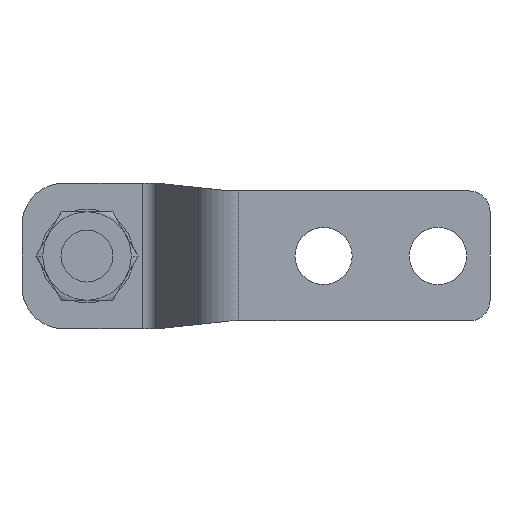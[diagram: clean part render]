
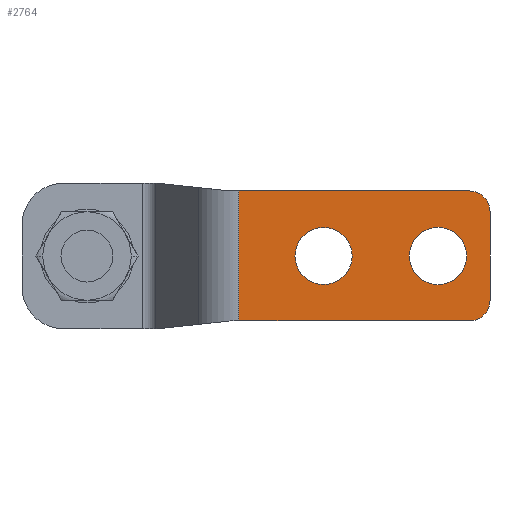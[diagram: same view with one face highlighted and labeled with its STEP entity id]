
A CAD part, front view. The second image highlights one B-rep face of the part: STEP entity #2764.
In plain terms, the highlighted planar face has unit normal (0, -1, 0).
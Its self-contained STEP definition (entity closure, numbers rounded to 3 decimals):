
#18 = EDGE_CURVE ( 'NONE', #3890, #2647, #735, .T. ) ;
#33 = DIRECTION ( 'NONE',  ( 0., 1., 0. ) ) ;
#98 = DIRECTION ( 'NONE',  ( 1., 0., 0. ) ) ;
#175 = ORIENTED_EDGE ( 'NONE', *, *, #3128, .T. ) ;
#192 = CARTESIAN_POINT ( 'NONE',  ( 41.723, 0., 26.5 ) ) ;
#246 = EDGE_CURVE ( 'NONE', #3682, #2863, #3720, .T. ) ;
#295 = ORIENTED_EDGE ( 'NONE', *, *, #2038, .F. ) ;
#333 = LINE ( 'NONE', #3058, #2230 ) ;
#407 = CARTESIAN_POINT ( 'NONE',  ( 74.5, 0., 14. ) ) ;
#500 = AXIS2_PLACEMENT_3D ( 'NONE', #2488, #807, #4387 ) ;
#580 = CARTESIAN_POINT ( 'NONE',  ( 58., 0., 14. ) ) ;
#642 = VERTEX_POINT ( 'NONE', #1745 ) ;
#735 = CIRCLE ( 'NONE', #500, 5.5 ) ;
#807 = DIRECTION ( 'NONE',  ( 0., 1., 0. ) ) ;
#829 = DIRECTION ( 'NONE',  ( 0., 0., -1. ) ) ;
#832 = VECTOR ( 'NONE', #1958, 1000. ) ;
#882 = AXIS2_PLACEMENT_3D ( 'NONE', #4481, #4453, #4098 ) ;
#1041 = DIRECTION ( 'NONE',  ( 1., 0., 0. ) ) ;
#1046 = VERTEX_POINT ( 'NONE', #192 ) ;
#1080 = EDGE_CURVE ( 'NONE', #642, #3133, #2517, .T. ) ;
#1125 = LINE ( 'NONE', #2697, #2062 ) ;
#1167 = CARTESIAN_POINT ( 'NONE',  ( 90., 0., 0. ) ) ;
#1190 = CARTESIAN_POINT ( 'NONE',  ( 40., 0., 26.5 ) ) ;
#1224 = CARTESIAN_POINT ( 'NONE',  ( 90., 0., 22.5 ) ) ;
#1253 = CARTESIAN_POINT ( 'NONE',  ( 86., 0., 26.5 ) ) ;
#1281 = CARTESIAN_POINT ( 'NONE',  ( 90., 0., 1.5 ) ) ;
#1317 = EDGE_CURVE ( 'NONE', #2182, #1046, #1563, .T. ) ;
#1338 = ORIENTED_EDGE ( 'NONE', *, *, #246, .T. ) ;
#1401 = DIRECTION ( 'NONE',  ( 0., 1., 0. ) ) ;
#1453 = ORIENTED_EDGE ( 'NONE', *, *, #1317, .T. ) ;
#1563 = LINE ( 'NONE', #1190, #832 ) ;
#1721 = VERTEX_POINT ( 'NONE', #2398 ) ;
#1732 = AXIS2_PLACEMENT_3D ( 'NONE', #4193, #3138, #98 ) ;
#1745 = CARTESIAN_POINT ( 'NONE',  ( 86., 0., 1.5 ) ) ;
#1958 = DIRECTION ( 'NONE',  ( -1., 0., 0. ) ) ;
#2005 = CARTESIAN_POINT ( 'NONE',  ( 63.5, 0., 14. ) ) ;
#2008 = EDGE_CURVE ( 'NONE', #2177, #1721, #333, .T. ) ;
#2038 = EDGE_CURVE ( 'NONE', #3133, #1046, #1125, .T. ) ;
#2061 = ORIENTED_EDGE ( 'NONE', *, *, #3433, .T. ) ;
#2062 = VECTOR ( 'NONE', #4246, 1000. ) ;
#2081 = EDGE_CURVE ( 'NONE', #1721, #642, #4324, .T. ) ;
#2161 = DIRECTION ( 'NONE',  ( 1., 0., 0. ) ) ;
#2177 = VERTEX_POINT ( 'NONE', #1224 ) ;
#2182 = VERTEX_POINT ( 'NONE', #1253 ) ;
#2230 = VECTOR ( 'NONE', #4631, 1000. ) ;
#2346 = CARTESIAN_POINT ( 'NONE',  ( 86., 0., 22.5 ) ) ;
#2367 = EDGE_LOOP ( 'NONE', ( #2061, #3159 ) ) ;
#2398 = CARTESIAN_POINT ( 'NONE',  ( 90., 0., 5.5 ) ) ;
#2428 = PLANE ( 'NONE',  #4412 ) ;
#2488 = CARTESIAN_POINT ( 'NONE',  ( 80., 0., 14. ) ) ;
#2517 = LINE ( 'NONE', #1281, #4592 ) ;
#2528 = AXIS2_PLACEMENT_3D ( 'NONE', #3189, #33, #3942 ) ;
#2578 = EDGE_LOOP ( 'NONE', ( #1338, #175 ) ) ;
#2647 = VERTEX_POINT ( 'NONE', #407 ) ;
#2697 = CARTESIAN_POINT ( 'NONE',  ( 41.723, 0., 0. ) ) ;
#2702 = AXIS2_PLACEMENT_3D ( 'NONE', #2346, #5009, #1041 ) ;
#2722 = ORIENTED_EDGE ( 'NONE', *, *, #2081, .F. ) ;
#2764 = ADVANCED_FACE ( 'NONE', ( #3877, #2807, #3194 ), #2428, .T. ) ;
#2782 = DIRECTION ( 'NONE',  ( 0., -1., 0. ) ) ;
#2807 = FACE_BOUND ( 'NONE', #2578, .T. ) ;
#2816 = ORIENTED_EDGE ( 'NONE', *, *, #1080, .F. ) ;
#2863 = VERTEX_POINT ( 'NONE', #2005 ) ;
#2877 = CARTESIAN_POINT ( 'NONE',  ( 41.723, 0., 1.5 ) ) ;
#2913 = AXIS2_PLACEMENT_3D ( 'NONE', #580, #1401, #2161 ) ;
#3058 = CARTESIAN_POINT ( 'NONE',  ( 90., 0., 0. ) ) ;
#3128 = EDGE_CURVE ( 'NONE', #2863, #3682, #3493, .T. ) ;
#3133 = VERTEX_POINT ( 'NONE', #2877 ) ;
#3138 = DIRECTION ( 'NONE',  ( 0., 1., 0. ) ) ;
#3159 = ORIENTED_EDGE ( 'NONE', *, *, #18, .T. ) ;
#3189 = CARTESIAN_POINT ( 'NONE',  ( 58., 0., 14. ) ) ;
#3194 = FACE_BOUND ( 'NONE', #2367, .T. ) ;
#3433 = EDGE_CURVE ( 'NONE', #2647, #3890, #3904, .T. ) ;
#3493 = CIRCLE ( 'NONE', #2528, 5.5 ) ;
#3629 = EDGE_CURVE ( 'NONE', #2177, #2182, #4731, .T. ) ;
#3682 = VERTEX_POINT ( 'NONE', #4436 ) ;
#3720 = CIRCLE ( 'NONE', #2913, 5.5 ) ;
#3877 = FACE_OUTER_BOUND ( 'NONE', #4653, .T. ) ;
#3890 = VERTEX_POINT ( 'NONE', #4024 ) ;
#3904 = CIRCLE ( 'NONE', #882, 5.5 ) ;
#3942 = DIRECTION ( 'NONE',  ( 1., 0., 0. ) ) ;
#4024 = CARTESIAN_POINT ( 'NONE',  ( 85.5, 0., 14. ) ) ;
#4098 = DIRECTION ( 'NONE',  ( 1., 0., 0. ) ) ;
#4193 = CARTESIAN_POINT ( 'NONE',  ( 86., 0., 5.5 ) ) ;
#4246 = DIRECTION ( 'NONE',  ( 0., 0., 1. ) ) ;
#4324 = CIRCLE ( 'NONE', #1732, 4. ) ;
#4362 = ORIENTED_EDGE ( 'NONE', *, *, #2008, .F. ) ;
#4387 = DIRECTION ( 'NONE',  ( 1., 0., 0. ) ) ;
#4396 = DIRECTION ( 'NONE',  ( -1., 0., 0. ) ) ;
#4412 = AXIS2_PLACEMENT_3D ( 'NONE', #1167, #2782, #829 ) ;
#4419 = ORIENTED_EDGE ( 'NONE', *, *, #3629, .T. ) ;
#4436 = CARTESIAN_POINT ( 'NONE',  ( 52.5, 0., 14. ) ) ;
#4453 = DIRECTION ( 'NONE',  ( 0., 1., 0. ) ) ;
#4481 = CARTESIAN_POINT ( 'NONE',  ( 80., 0., 14. ) ) ;
#4592 = VECTOR ( 'NONE', #4396, 1000. ) ;
#4631 = DIRECTION ( 'NONE',  ( 0., 0., -1. ) ) ;
#4653 = EDGE_LOOP ( 'NONE', ( #4362, #4419, #1453, #295, #2816, #2722 ) ) ;
#4731 = CIRCLE ( 'NONE', #2702, 4. ) ;
#5009 = DIRECTION ( 'NONE',  ( 0., -1., 0. ) ) ;
